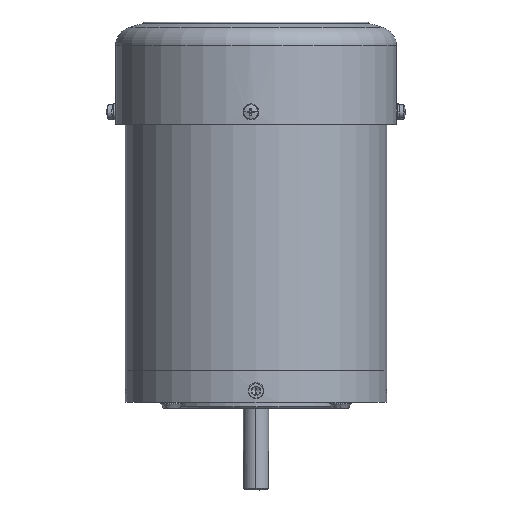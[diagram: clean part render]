
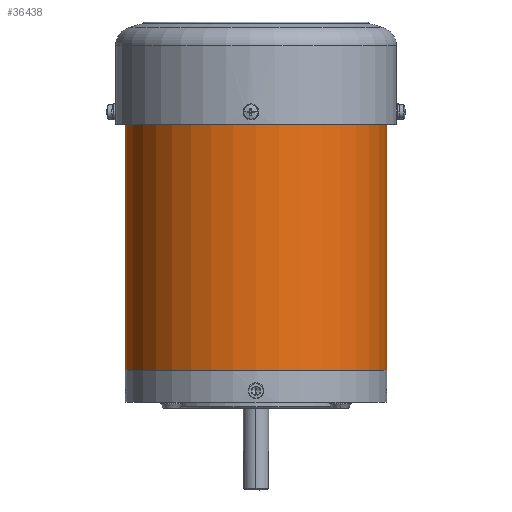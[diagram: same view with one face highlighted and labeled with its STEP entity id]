
A CAD part, front view. The second image highlights one B-rep face of the part: STEP entity #36438.
In plain terms, the highlighted cylindrical face has radius 82 mm (diameter 164 mm), a partial arc.
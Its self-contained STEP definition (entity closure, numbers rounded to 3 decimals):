
#521 = VECTOR ( 'NONE', #24076, 1000. ) ;
#2310 = ORIENTED_EDGE ( 'NONE', *, *, #29865, .T. ) ;
#2509 = EDGE_LOOP ( 'NONE', ( #45364, #8277, #39337, #2310 ) ) ;
#2813 = DIRECTION ( 'NONE',  ( -1., 0., 0. ) ) ;
#2992 = CARTESIAN_POINT ( 'NONE',  ( 82., 0., 155. ) ) ;
#5446 = CARTESIAN_POINT ( 'NONE',  ( 82., 0., 0. ) ) ;
#6396 = VERTEX_POINT ( 'NONE', #44481 ) ;
#8277 = ORIENTED_EDGE ( 'NONE', *, *, #9570, .F. ) ;
#9570 = EDGE_CURVE ( 'NONE', #6396, #17783, #20367, .T. ) ;
#10000 = EDGE_CURVE ( 'NONE', #6396, #35124, #44474, .T. ) ;
#15070 = CARTESIAN_POINT ( 'NONE',  ( 0., 0., 0. ) ) ;
#15817 = CARTESIAN_POINT ( 'NONE',  ( 82., 0., 155. ) ) ;
#16386 = DIRECTION ( 'NONE',  ( 0., 0., -1. ) ) ;
#16778 = CARTESIAN_POINT ( 'NONE',  ( 0., 0., 155. ) ) ;
#17783 = VERTEX_POINT ( 'NONE', #15817 ) ;
#18685 = DIRECTION ( 'NONE',  ( 1., 0., 0. ) ) ;
#20165 = AXIS2_PLACEMENT_3D ( 'NONE', #16778, #42016, #20405 ) ;
#20367 = CIRCLE ( 'NONE', #20165, 82. ) ;
#20405 = DIRECTION ( 'NONE',  ( 1., 0., 0. ) ) ;
#24076 = DIRECTION ( 'NONE',  ( 0., 0., -1. ) ) ;
#24694 = AXIS2_PLACEMENT_3D ( 'NONE', #27827, #31440, #2813 ) ;
#24825 = CARTESIAN_POINT ( 'NONE',  ( -82., 0., 0. ) ) ;
#25535 = VERTEX_POINT ( 'NONE', #5446 ) ;
#27827 = CARTESIAN_POINT ( 'NONE',  ( 0., 0., 155. ) ) ;
#28972 = LINE ( 'NONE', #2992, #521 ) ;
#29865 = EDGE_CURVE ( 'NONE', #35124, #25535, #42801, .T. ) ;
#31440 = DIRECTION ( 'NONE',  ( 0., 0., -1. ) ) ;
#31658 = FACE_OUTER_BOUND ( 'NONE', #2509, .T. ) ;
#34053 = EDGE_CURVE ( 'NONE', #17783, #25535, #28972, .T. ) ;
#35024 = VECTOR ( 'NONE', #16386, 1000. ) ;
#35124 = VERTEX_POINT ( 'NONE', #24825 ) ;
#36438 = ADVANCED_FACE ( 'NONE', ( #31658 ), #39051, .T. ) ;
#38066 = CARTESIAN_POINT ( 'NONE',  ( -82., 0., 155. ) ) ;
#39051 = CYLINDRICAL_SURFACE ( 'NONE', #24694, 82. ) ;
#39337 = ORIENTED_EDGE ( 'NONE', *, *, #10000, .T. ) ;
#40350 = DIRECTION ( 'NONE',  ( 0., 0., 1. ) ) ;
#42016 = DIRECTION ( 'NONE',  ( 0., 0., 1. ) ) ;
#42801 = CIRCLE ( 'NONE', #44794, 82. ) ;
#44474 = LINE ( 'NONE', #38066, #35024 ) ;
#44481 = CARTESIAN_POINT ( 'NONE',  ( -82., 0., 155. ) ) ;
#44794 = AXIS2_PLACEMENT_3D ( 'NONE', #15070, #40350, #18685 ) ;
#45364 = ORIENTED_EDGE ( 'NONE', *, *, #34053, .F. ) ;
